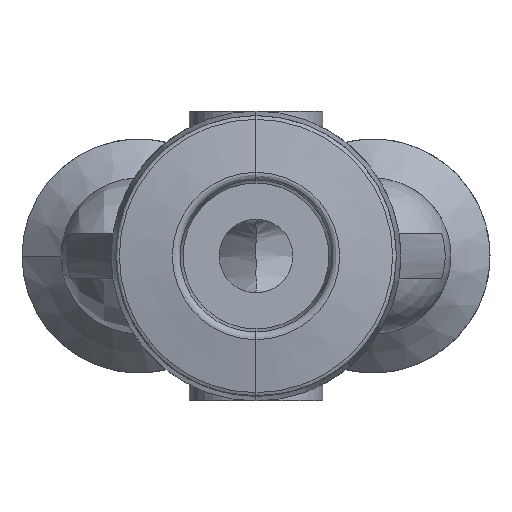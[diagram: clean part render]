
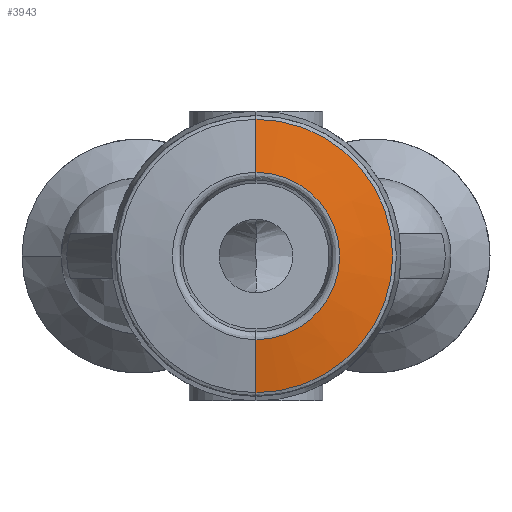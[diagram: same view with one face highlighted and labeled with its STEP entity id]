
A CAD part, front view. The second image highlights one B-rep face of the part: STEP entity #3943.
In plain terms, the highlighted conical face has half-angle 80 degrees and reference radius 6.135 mm.
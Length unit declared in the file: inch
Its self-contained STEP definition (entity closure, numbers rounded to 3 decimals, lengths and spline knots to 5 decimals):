
#9 = DIRECTION ( 'NONE',  ( 0., 1., 0. ) ) ;
#60 = EDGE_CURVE ( 'NONE', #224, #3239, #2603, .T. ) ;
#224 = VERTEX_POINT ( 'NONE', #2676 ) ;
#314 = DIRECTION ( 'NONE',  ( 0., 0.174, -0.985 ) ) ;
#844 = CARTESIAN_POINT ( 'NONE',  ( 0., -0.86913, -0.24152 ) ) ;
#858 = CARTESIAN_POINT ( 'NONE',  ( 0., -0.86913, 0. ) ) ;
#893 = VECTOR ( 'NONE', #5500, 39.37008 ) ;
#1021 = ORIENTED_EDGE ( 'NONE', *, *, #1408, .T. ) ;
#1408 = EDGE_CURVE ( 'NONE', #2405, #224, #4455, .T. ) ;
#1821 = CIRCLE ( 'NONE', #4905, 0.14784 ) ;
#2281 = FACE_OUTER_BOUND ( 'NONE', #4705, .T. ) ;
#2371 = CARTESIAN_POINT ( 'NONE',  ( 0., -0.86913, 0.24152 ) ) ;
#2405 = VERTEX_POINT ( 'NONE', #4123 ) ;
#2470 = CARTESIAN_POINT ( 'NONE',  ( 0., -0.88565, 0. ) ) ;
#2603 = CIRCLE ( 'NONE', #5923, 0.24152 ) ;
#2676 = CARTESIAN_POINT ( 'NONE',  ( 0., -0.86913, -0.24152 ) ) ;
#2760 = VERTEX_POINT ( 'NONE', #4856 ) ;
#2937 = DIRECTION ( 'NONE',  ( 0., 0., 1. ) ) ;
#3156 = AXIS2_PLACEMENT_3D ( 'NONE', #5210, #9, #4254 ) ;
#3239 = VERTEX_POINT ( 'NONE', #2371 ) ;
#3242 = VECTOR ( 'NONE', #314, 39.37008 ) ;
#3491 = ORIENTED_EDGE ( 'NONE', *, *, #4808, .F. ) ;
#3943 = ADVANCED_FACE ( 'NONE', ( #2281 ), #5356, .T. ) ;
#4073 = CARTESIAN_POINT ( 'NONE',  ( 0., -0.86913, 0.24152 ) ) ;
#4123 = CARTESIAN_POINT ( 'NONE',  ( 0., -0.88565, -0.14784 ) ) ;
#4254 = DIRECTION ( 'NONE',  ( 0., 0., 1. ) ) ;
#4302 = EDGE_CURVE ( 'NONE', #2405, #2760, #1821, .T. ) ;
#4455 = LINE ( 'NONE', #844, #3242 ) ;
#4663 = LINE ( 'NONE', #4073, #893 ) ;
#4705 = EDGE_LOOP ( 'NONE', ( #4969, #1021, #4778, #3491 ) ) ;
#4778 = ORIENTED_EDGE ( 'NONE', *, *, #60, .T. ) ;
#4808 = EDGE_CURVE ( 'NONE', #2760, #3239, #4663, .T. ) ;
#4856 = CARTESIAN_POINT ( 'NONE',  ( 0., -0.88565, 0.14784 ) ) ;
#4905 = AXIS2_PLACEMENT_3D ( 'NONE', #2470, #5824, #2937 ) ;
#4969 = ORIENTED_EDGE ( 'NONE', *, *, #4302, .F. ) ;
#5015 = DIRECTION ( 'NONE',  ( 0., -1., 0. ) ) ;
#5210 = CARTESIAN_POINT ( 'NONE',  ( 0., -0.86913, 0. ) ) ;
#5356 = CONICAL_SURFACE ( 'NONE', #3156, 0.24152, 1.396 ) ;
#5500 = DIRECTION ( 'NONE',  ( 0., 0.174, 0.985 ) ) ;
#5824 = DIRECTION ( 'NONE',  ( 0., -1., 0. ) ) ;
#5923 = AXIS2_PLACEMENT_3D ( 'NONE', #858, #5015, #6043 ) ;
#6043 = DIRECTION ( 'NONE',  ( -1., 0., 0. ) ) ;
